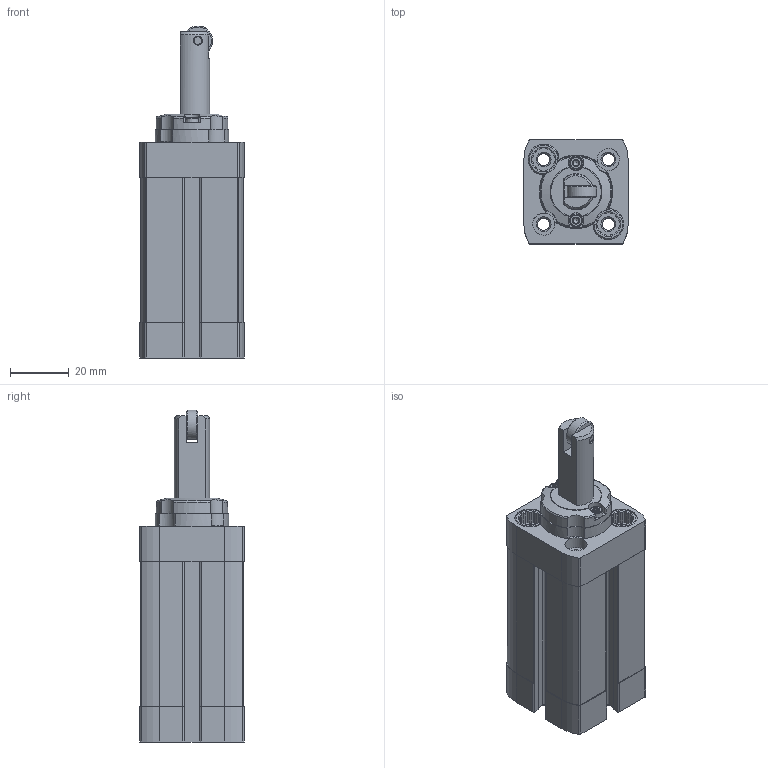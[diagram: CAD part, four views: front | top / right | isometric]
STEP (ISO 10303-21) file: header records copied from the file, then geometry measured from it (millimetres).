
FILE_DESCRIPTION(/* description */ ('STEP AP214'),/* implementation_level */ '2;1');
FILE_NAME(/* name */ '576095_DFSP-Q-20-20-PR-PA',/* time_stamp */ '2024-08-15T22:47:29+02:00',/* author */ ('License CC BY-ND 4.0'),/* organization */ ('CADENAS'),/* preprocessor_version */ 'ST-DEVELOPER v19.3',/* originating_system */ 'PARTsolutions',/* authorisation */ ' ');
FILE_SCHEMA (('AUTOMOTIVE_DESIGN {1 0 10303 214 3 1 1}'));
Length unit declared in the file: millimetre
Products named in the file (6): 576095 DFSP-Q-20-20-PR-PA---(0); 575167 DFSP-Q-20-20_g; 575167 DFSP-Q-20-20-R_ks; 575167 DFSP-20_r; ISO 14580 M2.5x6; 340115 M5-ADVU
Assembly tree (6 placements, depth 2):
  576095 DFSP-Q-20-20-PR-PA---(0)
    575167 DFSP-Q-20-20_g
    575167 DFSP-Q-20-20-R_ks
    575167 DFSP-20_r
    ISO 14580 M2.5x6  x2
    340115 M5-ADVU
Bounding box: 35.5 x 35.5 x 113 mm (x, y, z)
Volume: 75513.7 mm3; surface area: 29404.7 mm2
Topology: 6 solids, 6 shells, 457 faces, 1206 edges, 789 vertices
Faces by surface type: plane 201, cylinder 191, cone 51, torus 12, sphere 2
Full cylindrical faces by diameter (mm): 2.013 x4, 2.224 x2, 2.5 x3, 2.65 x2, 3 x2, 3.95 x1, 4.134 x10, 5 x1, 6.134 x4, 7.5 x2, 9 x3, 10 x1, 10.5 x4, 12 x2, 20 x2
Entity records: 13196 total; most frequent: CARTESIAN_POINT 2734, DIRECTION 2133, ORIENTED_EDGE 2080, EDGE_CURVE 1040, AXIS2_PLACEMENT_3D 819, VERTEX_POINT 730, FACE_BOUND 554, EDGE_LOOP 549
